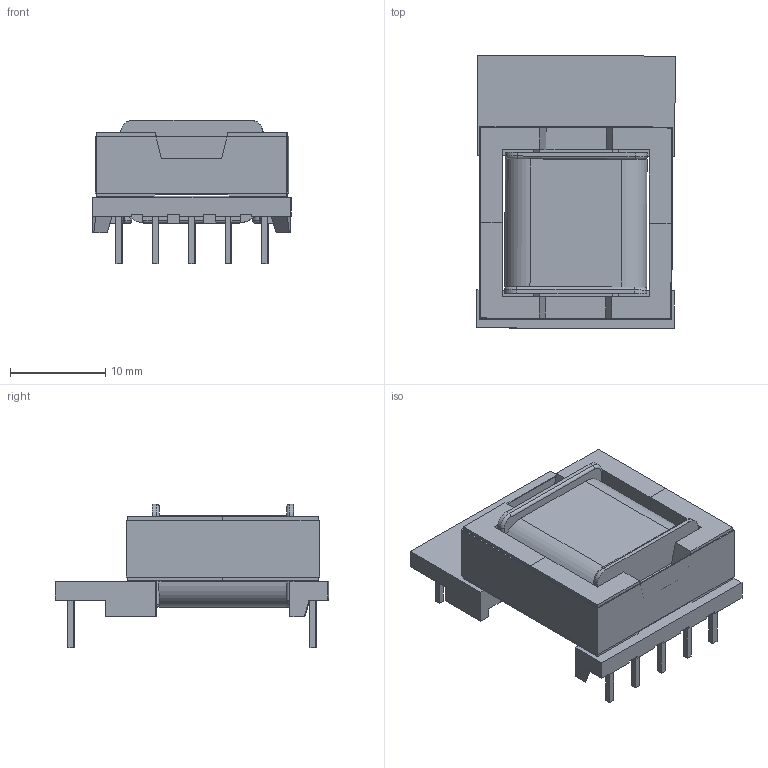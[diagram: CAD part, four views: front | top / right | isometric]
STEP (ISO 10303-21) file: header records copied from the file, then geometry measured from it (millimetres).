
FILE_DESCRIPTION(/* description */ ('Unknown'),/* implementation_level */ '2;1');
FILE_NAME(/* name */ 'T_Wurth_WE-OLEFD-EFD20THT',/* time_stamp */ '2025-12-25T16:47:52+08:00',/* author */ ('Unknown'),/* organization */ ('Unknown'),/* preprocessor_version */ 'ST-DEVELOPER v19.4',/* originating_system */ 'Solid Edge',/* authorisation */ 'Unknown');
FILE_SCHEMA (('AUTOMOTIVE_DESIGN {1 0 10303 214 3 1 1}'));
Length unit declared in the file: millimetre
Products named in the file (2): T_Wurth_WE-OLEFD-EFD20THT
Assembly tree (1 placements, depth 2):
  T_Wurth_WE-OLEFD-EFD20THT
    T_Wurth_WE-OLEFD-EFD20THT
Bounding box: 20.81 x 28.66 x 15.04 mm (x, y, z)
Volume: 3668.5 mm3; surface area: 5990.4 mm2
Topology: 5 solids, 5 shells, 376 faces, 970 edges, 602 vertices
Faces by surface type: plane 246, cylinder 96, torus 24, bspline 8, sphere 2
Entity records: 13571 total; most frequent: CARTESIAN_POINT 2396, ORIENTED_EDGE 1920, DIRECTION 1808, EDGE_CURVE 960, LINE 752, VECTOR 752, VERTEX_POINT 602, AXIS2_PLACEMENT_3D 528
